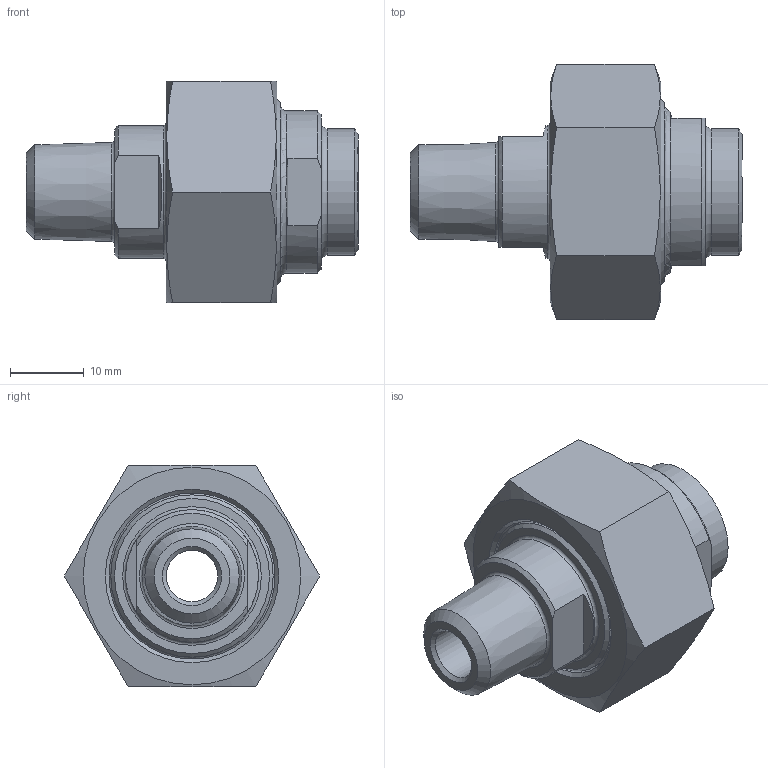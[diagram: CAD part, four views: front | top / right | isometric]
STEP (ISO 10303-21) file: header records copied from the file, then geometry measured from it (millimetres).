
FILE_DESCRIPTION(/* description */ (''),/* implementation_level */ '2;1');
FILE_NAME(/* name */ '3D_R134-UE-SG-DN8-17.2_17101756.stp',/* time_stamp */ '2021-07-01T08:10:30+02:00',/* author */ ('cad'),/* organization */ (''),/* preprocessor_version */ 'ST-DEVELOPER v18.1',/* originating_system */ 'Autodesk Inventor 2022',/* authorisation */ '');
FILE_SCHEMA (('AUTOMOTIVE_DESIGN { 1 0 10303 214 3 1 1 }'));
Length unit declared in the file: millimetre
Products named in the file (4): 3D_R134-UE-SG-DN8-17.2_17101756; 3D_R134-M-DN10_171011605; 3D_R134-SG-17.2_171011505; 3D_R134-UE-DN8-DN10_171011106
Assembly tree (3 placements, depth 2):
  3D_R134-UE-SG-DN8-17.2_17101756
    3D_R134-M-DN10_171011605
    3D_R134-SG-17.2_171011505
    3D_R134-UE-DN8-DN10_171011106
Bounding box: 45 x 34.64 x 30 mm (x, y, z)
Volume: 14301.5 mm3; surface area: 9070.6 mm2
Topology: 3 solids, 3 shells, 74 faces, 172 edges, 112 vertices
Faces by surface type: plane 28, cone 23, cylinder 12, torus 11
Full cylindrical faces by diameter (mm): 7 x1, 14 x1, 14.2 x1, 17.2 x1, 18 x1, 22 x1, 22.5 x1, 25 x1, 25.376 x1, 26.85 x1
Entity records: 2291 total; most frequent: CARTESIAN_POINT 417, DIRECTION 409, ORIENTED_EDGE 344, AXIS2_PLACEMENT_3D 179, EDGE_CURVE 172, VERTEX_POINT 112, CIRCLE 92, EDGE_LOOP 88
